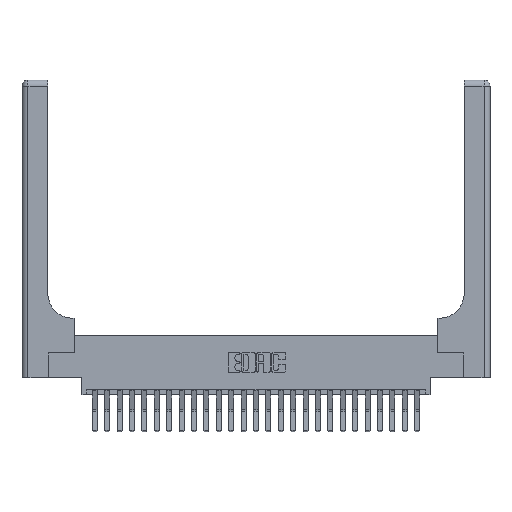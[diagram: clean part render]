
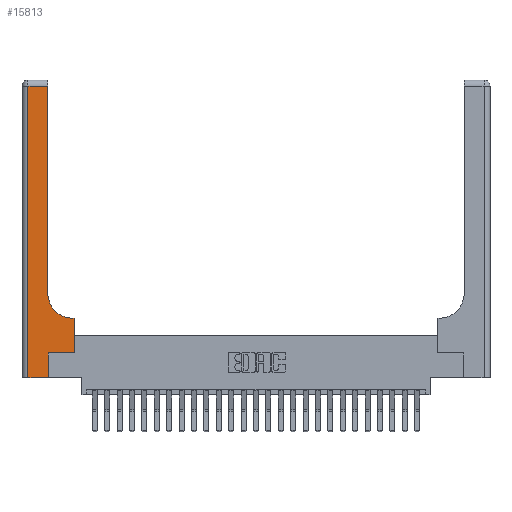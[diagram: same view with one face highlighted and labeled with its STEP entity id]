
A CAD part, top view. The second image highlights one B-rep face of the part: STEP entity #15813.
In plain terms, the highlighted planar face has unit normal (0, 0, 1).
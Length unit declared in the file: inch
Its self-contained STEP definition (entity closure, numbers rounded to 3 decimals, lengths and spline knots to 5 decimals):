
#230 = ORIENTED_EDGE ( 'NONE', *, *, #21356, .T. ) ;
#329 = EDGE_LOOP ( 'NONE', ( #13622, #230, #14236, #17579, #23406, #15193, #3664, #19087, #19944 ) ) ;
#338 = LINE ( 'NONE', #19945, #19760 ) ;
#548 = DIRECTION ( 'NONE',  ( 0., 1., 0. ) ) ;
#1078 = CARTESIAN_POINT ( 'NONE',  ( 0.528, 0.6, 0.37 ) ) ;
#2223 = DIRECTION ( 'NONE',  ( 1., 0., 0. ) ) ;
#2306 = EDGE_CURVE ( 'NONE', #3289, #10689, #20692, .T. ) ;
#3079 = AXIS2_PLACEMENT_3D ( 'NONE', #18497, #12172, #6342 ) ;
#3289 = VERTEX_POINT ( 'NONE', #22919 ) ;
#3436 = VECTOR ( 'NONE', #18609, 39.37008 ) ;
#3664 = ORIENTED_EDGE ( 'NONE', *, *, #2306, .T. ) ;
#3973 = CARTESIAN_POINT ( 'NONE',  ( 0.51, 0.6, 0.37 ) ) ;
#5153 = DIRECTION ( 'NONE',  ( 1., 0., 0. ) ) ;
#5378 = VECTOR ( 'NONE', #12830, 39.37008 ) ;
#5399 = VECTOR ( 'NONE', #2223, 39.37008 ) ;
#5757 = CARTESIAN_POINT ( 'NONE',  ( 0.26, 0.6, 0.37 ) ) ;
#6342 = DIRECTION ( 'NONE',  ( 1., 0., 0. ) ) ;
#6802 = FACE_OUTER_BOUND ( 'NONE', #329, .T. ) ;
#7042 = EDGE_CURVE ( 'NONE', #17269, #8634, #11592, .T. ) ;
#7530 = CARTESIAN_POINT ( 'NONE',  ( 0.528, 0.25, 0.37 ) ) ;
#7912 = LINE ( 'NONE', #23894, #5399 ) ;
#8634 = VERTEX_POINT ( 'NONE', #9270 ) ;
#8752 = VERTEX_POINT ( 'NONE', #3973 ) ;
#8993 = CARTESIAN_POINT ( 'NONE',  ( 0., 3., 0.37 ) ) ;
#9270 = CARTESIAN_POINT ( 'NONE',  ( 0.265, 0.25, 0.37 ) ) ;
#9461 = EDGE_CURVE ( 'NONE', #8752, #12858, #16310, .T. ) ;
#9470 = EDGE_CURVE ( 'NONE', #12858, #12766, #16313, .T. ) ;
#10669 = VECTOR ( 'NONE', #5153, 39.37008 ) ;
#10689 = VERTEX_POINT ( 'NONE', #1078 ) ;
#10731 = CARTESIAN_POINT ( 'NONE',  ( 0.265, 0., 0.37 ) ) ;
#10838 = LINE ( 'NONE', #14725, #10669 ) ;
#10940 = PLANE ( 'NONE',  #21802 ) ;
#11583 = LINE ( 'NONE', #5757, #22674 ) ;
#11592 = LINE ( 'NONE', #10731, #3436 ) ;
#12164 = VECTOR ( 'NONE', #17244, 39.37008 ) ;
#12172 = DIRECTION ( 'NONE',  ( 0., 0., -1. ) ) ;
#12392 = CARTESIAN_POINT ( 'NONE',  ( 0.26, 0.85, 0.37 ) ) ;
#12619 = VECTOR ( 'NONE', #548, 39.37008 ) ;
#12682 = CARTESIAN_POINT ( 'NONE',  ( 0.26, 3., 0.37 ) ) ;
#12766 = VERTEX_POINT ( 'NONE', #16286 ) ;
#12830 = DIRECTION ( 'NONE',  ( -1., 0., 0. ) ) ;
#12858 = VERTEX_POINT ( 'NONE', #12392 ) ;
#13524 = DIRECTION ( 'NONE',  ( -1., 0., 0. ) ) ;
#13622 = ORIENTED_EDGE ( 'NONE', *, *, #9470, .T. ) ;
#14236 = ORIENTED_EDGE ( 'NONE', *, *, #16130, .T. ) ;
#14288 = DIRECTION ( 'NONE',  ( 0., -1., 0. ) ) ;
#14416 = CARTESIAN_POINT ( 'NONE',  ( 0.06, 2.94, 0.37 ) ) ;
#14725 = CARTESIAN_POINT ( 'NONE',  ( 0.265, 0.25, 0.37 ) ) ;
#15193 = ORIENTED_EDGE ( 'NONE', *, *, #15467, .T. ) ;
#15467 = EDGE_CURVE ( 'NONE', #8634, #3289, #10838, .T. ) ;
#15468 = CARTESIAN_POINT ( 'NONE',  ( 0.265, 0., 0.37 ) ) ;
#15813 = ADVANCED_FACE ( 'NONE', ( #6802 ), #10940, .F. ) ;
#16081 = VERTEX_POINT ( 'NONE', #14416 ) ;
#16130 = EDGE_CURVE ( 'NONE', #16081, #22779, #338, .T. ) ;
#16286 = CARTESIAN_POINT ( 'NONE',  ( 0.26, 2.94, 0.37 ) ) ;
#16310 = CIRCLE ( 'NONE', #3079, 0.25 ) ;
#16313 = LINE ( 'NONE', #12682, #12619 ) ;
#17092 = LINE ( 'NONE', #22610, #5378 ) ;
#17244 = DIRECTION ( 'NONE',  ( 0., 1., 0. ) ) ;
#17269 = VERTEX_POINT ( 'NONE', #15468 ) ;
#17296 = EDGE_CURVE ( 'NONE', #10689, #8752, #11583, .T. ) ;
#17579 = ORIENTED_EDGE ( 'NONE', *, *, #24289, .T. ) ;
#18497 = CARTESIAN_POINT ( 'NONE',  ( 0.51, 0.85, 0.37 ) ) ;
#18609 = DIRECTION ( 'NONE',  ( 0., 1., 0. ) ) ;
#19087 = ORIENTED_EDGE ( 'NONE', *, *, #17296, .T. ) ;
#19760 = VECTOR ( 'NONE', #14288, 39.37008 ) ;
#19944 = ORIENTED_EDGE ( 'NONE', *, *, #9461, .T. ) ;
#19945 = CARTESIAN_POINT ( 'NONE',  ( 0.06, 3., 0.37 ) ) ;
#20556 = CARTESIAN_POINT ( 'NONE',  ( 0.06, 0., 0.37 ) ) ;
#20608 = DIRECTION ( 'NONE',  ( 0., 0., -1. ) ) ;
#20692 = LINE ( 'NONE', #7530, #12164 ) ;
#21356 = EDGE_CURVE ( 'NONE', #12766, #16081, #17092, .T. ) ;
#21802 = AXIS2_PLACEMENT_3D ( 'NONE', #8993, #20608, #22923 ) ;
#22610 = CARTESIAN_POINT ( 'NONE',  ( 0., 2.94, 0.37 ) ) ;
#22674 = VECTOR ( 'NONE', #13524, 39.37008 ) ;
#22779 = VERTEX_POINT ( 'NONE', #20556 ) ;
#22919 = CARTESIAN_POINT ( 'NONE',  ( 0.528, 0.25, 0.37 ) ) ;
#22923 = DIRECTION ( 'NONE',  ( -1., 0., 0. ) ) ;
#23406 = ORIENTED_EDGE ( 'NONE', *, *, #7042, .T. ) ;
#23894 = CARTESIAN_POINT ( 'NONE',  ( 0., 0., 0.37 ) ) ;
#24289 = EDGE_CURVE ( 'NONE', #22779, #17269, #7912, .T. ) ;
